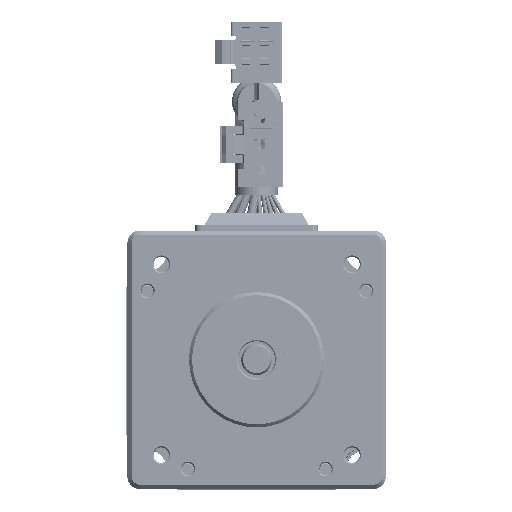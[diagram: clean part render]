
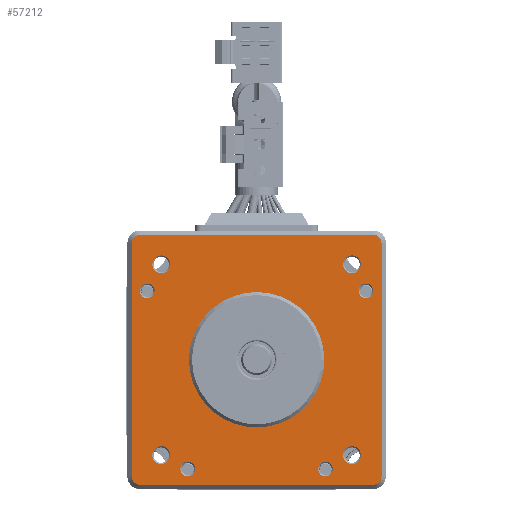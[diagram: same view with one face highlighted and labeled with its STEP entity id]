
A CAD part, top view. The second image highlights one B-rep face of the part: STEP entity #57212.
In plain terms, the highlighted planar face has unit normal (0, 0, 1).
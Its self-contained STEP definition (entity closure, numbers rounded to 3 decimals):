
#53770=DIRECTION('',(0.,1.,0.));
#53771=VECTOR('',#53770,38.);
#53772=CARTESIAN_POINT('',(20.3,-19.,-1.5));
#53773=LINE('',#53772,#53771);
#53787=DIRECTION('',(-1.,0.,0.));
#53788=VECTOR('',#53787,38.);
#53789=CARTESIAN_POINT('',(19.,20.3,-1.5));
#53790=LINE('',#53789,#53788);
#53804=DIRECTION('',(0.,-1.,0.));
#53805=VECTOR('',#53804,38.);
#53806=CARTESIAN_POINT('',(-20.3,19.,-1.5));
#53807=LINE('',#53806,#53805);
#53821=DIRECTION('',(1.,0.,0.));
#53822=VECTOR('',#53821,38.);
#53823=CARTESIAN_POINT('',(-19.,-20.3,-1.5));
#53824=LINE('',#53823,#53822);
#53825=CARTESIAN_POINT('',(19.,19.,-1.5));
#53826=DIRECTION('',(0.,0.,-1.));
#53827=DIRECTION('',(0.,1.,0.));
#53828=AXIS2_PLACEMENT_3D('',#53825,#53826,#53827);
#53830=CARTESIAN_POINT('',(19.,-19.,-1.5));
#53831=DIRECTION('',(0.,0.,-1.));
#53832=DIRECTION('',(1.,0.,0.));
#53833=AXIS2_PLACEMENT_3D('',#53830,#53831,#53832);
#53835=CARTESIAN_POINT('',(-19.,-19.,-1.5));
#53836=DIRECTION('',(0.,0.,-1.));
#53837=DIRECTION('',(0.,-1.,0.));
#53838=AXIS2_PLACEMENT_3D('',#53835,#53836,#53837);
#53840=CARTESIAN_POINT('',(-19.,19.,-1.5));
#53841=DIRECTION('',(0.,0.,-1.));
#53842=DIRECTION('',(-1.,0.,0.));
#53843=AXIS2_PLACEMENT_3D('',#53840,#53841,#53842);
#53845=CARTESIAN_POINT('',(-15.5,15.5,-1.5));
#53846=DIRECTION('',(0.,0.,1.));
#53847=DIRECTION('',(-1.,0.,0.));
#53848=AXIS2_PLACEMENT_3D('',#53845,#53846,#53847);
#53850=CARTESIAN_POINT('',(-15.5,15.5,-1.5));
#53851=DIRECTION('',(0.,0.,1.));
#53852=DIRECTION('',(1.,0.,0.));
#53853=AXIS2_PLACEMENT_3D('',#53850,#53851,#53852);
#53855=CARTESIAN_POINT('',(15.5,-15.5,-1.5));
#53856=DIRECTION('',(0.,0.,1.));
#53857=DIRECTION('',(-1.,0.,0.));
#53858=AXIS2_PLACEMENT_3D('',#53855,#53856,#53857);
#53860=CARTESIAN_POINT('',(15.5,-15.5,-1.5));
#53861=DIRECTION('',(0.,0.,1.));
#53862=DIRECTION('',(1.,0.,0.));
#53863=AXIS2_PLACEMENT_3D('',#53860,#53861,#53862);
#53865=CARTESIAN_POINT('',(15.5,15.5,-1.5));
#53866=DIRECTION('',(0.,0.,1.));
#53867=DIRECTION('',(-1.,0.,0.));
#53868=AXIS2_PLACEMENT_3D('',#53865,#53866,#53867);
#53870=CARTESIAN_POINT('',(15.5,15.5,-1.5));
#53871=DIRECTION('',(0.,0.,1.));
#53872=DIRECTION('',(1.,0.,0.));
#53873=AXIS2_PLACEMENT_3D('',#53870,#53871,#53872);
#53875=CARTESIAN_POINT('',(-17.77,11.19,-1.5));
#53876=DIRECTION('',(0.,0.,1.));
#53877=DIRECTION('',(-1.,0.,0.));
#53878=AXIS2_PLACEMENT_3D('',#53875,#53876,#53877);
#53880=CARTESIAN_POINT('',(-17.77,11.19,-1.5));
#53881=DIRECTION('',(0.,0.,1.));
#53882=DIRECTION('',(1.,0.,0.));
#53883=AXIS2_PLACEMENT_3D('',#53880,#53881,#53882);
#53885=CARTESIAN_POINT('',(17.77,11.19,-1.5));
#53886=DIRECTION('',(0.,0.,1.));
#53887=DIRECTION('',(-1.,0.,0.));
#53888=AXIS2_PLACEMENT_3D('',#53885,#53886,#53887);
#53890=CARTESIAN_POINT('',(17.77,11.19,-1.5));
#53891=DIRECTION('',(0.,0.,1.));
#53892=DIRECTION('',(1.,0.,0.));
#53893=AXIS2_PLACEMENT_3D('',#53890,#53891,#53892);
#53895=CARTESIAN_POINT('',(-11.19,-17.77,-1.5));
#53896=DIRECTION('',(0.,0.,1.));
#53897=DIRECTION('',(-1.,0.,0.));
#53898=AXIS2_PLACEMENT_3D('',#53895,#53896,#53897);
#53900=CARTESIAN_POINT('',(-11.19,-17.77,-1.5));
#53901=DIRECTION('',(0.,0.,1.));
#53902=DIRECTION('',(1.,0.,0.));
#53903=AXIS2_PLACEMENT_3D('',#53900,#53901,#53902);
#53905=CARTESIAN_POINT('',(11.19,-17.77,-1.5));
#53906=DIRECTION('',(0.,0.,1.));
#53907=DIRECTION('',(-1.,0.,0.));
#53908=AXIS2_PLACEMENT_3D('',#53905,#53906,#53907);
#53910=CARTESIAN_POINT('',(11.19,-17.77,-1.5));
#53911=DIRECTION('',(0.,0.,1.));
#53912=DIRECTION('',(1.,0.,0.));
#53913=AXIS2_PLACEMENT_3D('',#53910,#53911,#53912);
#53915=CARTESIAN_POINT('',(-15.5,-15.5,-1.5));
#53916=DIRECTION('',(0.,0.,1.));
#53917=DIRECTION('',(-1.,0.,0.));
#53918=AXIS2_PLACEMENT_3D('',#53915,#53916,#53917);
#53920=CARTESIAN_POINT('',(-15.5,-15.5,-1.5));
#53921=DIRECTION('',(0.,0.,1.));
#53922=DIRECTION('',(1.,0.,0.));
#53923=AXIS2_PLACEMENT_3D('',#53920,#53921,#53922);
#53925=CARTESIAN_POINT('',(0.,0.,-1.5));
#53926=DIRECTION('',(0.,0.,1.));
#53927=DIRECTION('',(-1.,0.,0.));
#53928=AXIS2_PLACEMENT_3D('',#53925,#53926,#53927);
#53930=CARTESIAN_POINT('',(0.,0.,-1.5));
#53931=DIRECTION('',(0.,0.,1.));
#53932=DIRECTION('',(1.,0.,0.));
#53933=AXIS2_PLACEMENT_3D('',#53930,#53931,#53932);
#55347=CARTESIAN_POINT('',(-11.,0.,-1.5));
#55348=VERTEX_POINT('',#55347);
#55349=CARTESIAN_POINT('',(11.,0.,-1.5));
#55350=VERTEX_POINT('',#55349);
#55351=CARTESIAN_POINT('',(19.,20.3,-1.5));
#55352=CARTESIAN_POINT('',(20.3,19.,-1.5));
#55353=VERTEX_POINT('',#55351);
#55354=VERTEX_POINT('',#55352);
#55355=CARTESIAN_POINT('',(20.3,-19.,-1.5));
#55356=VERTEX_POINT('',#55355);
#55357=CARTESIAN_POINT('',(19.,-20.3,-1.5));
#55358=VERTEX_POINT('',#55357);
#55359=CARTESIAN_POINT('',(-19.,-20.3,-1.5));
#55360=VERTEX_POINT('',#55359);
#55361=CARTESIAN_POINT('',(-20.3,-19.,-1.5));
#55362=VERTEX_POINT('',#55361);
#55363=CARTESIAN_POINT('',(-20.3,19.,-1.5));
#55364=VERTEX_POINT('',#55363);
#55365=CARTESIAN_POINT('',(-19.,20.3,-1.5));
#55366=VERTEX_POINT('',#55365);
#55367=CARTESIAN_POINT('',(-16.95,15.5,-1.5));
#55368=CARTESIAN_POINT('',(-14.05,15.5,-1.5));
#55369=VERTEX_POINT('',#55367);
#55370=VERTEX_POINT('',#55368);
#55371=CARTESIAN_POINT('',(14.05,-15.5,-1.5));
#55372=CARTESIAN_POINT('',(16.95,-15.5,-1.5));
#55373=VERTEX_POINT('',#55371);
#55374=VERTEX_POINT('',#55372);
#55375=CARTESIAN_POINT('',(14.05,15.5,-1.5));
#55376=CARTESIAN_POINT('',(16.95,15.5,-1.5));
#55377=VERTEX_POINT('',#55375);
#55378=VERTEX_POINT('',#55376);
#55379=CARTESIAN_POINT('',(-18.97,11.19,-1.5));
#55380=CARTESIAN_POINT('',(-16.57,11.19,-1.5));
#55381=VERTEX_POINT('',#55379);
#55382=VERTEX_POINT('',#55380);
#55383=CARTESIAN_POINT('',(16.57,11.19,-1.5));
#55384=CARTESIAN_POINT('',(18.97,11.19,-1.5));
#55385=VERTEX_POINT('',#55383);
#55386=VERTEX_POINT('',#55384);
#55387=CARTESIAN_POINT('',(-12.39,-17.77,-1.5));
#55388=CARTESIAN_POINT('',(-9.99,-17.77,-1.5));
#55389=VERTEX_POINT('',#55387);
#55390=VERTEX_POINT('',#55388);
#55391=CARTESIAN_POINT('',(9.99,-17.77,-1.5));
#55392=CARTESIAN_POINT('',(12.39,-17.77,-1.5));
#55393=VERTEX_POINT('',#55391);
#55394=VERTEX_POINT('',#55392);
#55395=CARTESIAN_POINT('',(-16.95,-15.5,-1.5));
#55396=CARTESIAN_POINT('',(-14.05,-15.5,-1.5));
#55397=VERTEX_POINT('',#55395);
#55398=VERTEX_POINT('',#55396);
#57143=CARTESIAN_POINT('',(0.,11.,-1.5));
#57144=DIRECTION('',(0.,0.,1.));
#57145=DIRECTION('',(1.,0.,0.));
#57146=AXIS2_PLACEMENT_3D('',#57143,#57144,#57145);
#57147=PLANE('',#57146);
#57148=ORIENTED_EDGE('',*,*,#57067,.T.);
#57149=ORIENTED_EDGE('',*,*,#57052,.F.);
#57150=ORIENTED_EDGE('',*,*,#57038,.T.);
#57151=ORIENTED_EDGE('',*,*,#57138,.F.);
#57152=ORIENTED_EDGE('',*,*,#57125,.T.);
#57153=ORIENTED_EDGE('',*,*,#57110,.F.);
#57154=ORIENTED_EDGE('',*,*,#57096,.T.);
#57155=ORIENTED_EDGE('',*,*,#57081,.F.);
#57156=EDGE_LOOP('',(#57148,#57149,#57150,#57151,#57152,#57153,#57154,#57155));
#57157=FACE_OUTER_BOUND('',#57156,.F.);
#57159=ORIENTED_EDGE('',*,*,#57158,.T.);
#57161=ORIENTED_EDGE('',*,*,#57160,.T.);
#57162=EDGE_LOOP('',(#57159,#57161));
#57163=FACE_BOUND('',#57162,.F.);
#57165=ORIENTED_EDGE('',*,*,#57164,.T.);
#57167=ORIENTED_EDGE('',*,*,#57166,.T.);
#57168=EDGE_LOOP('',(#57165,#57167));
#57169=FACE_BOUND('',#57168,.F.);
#57171=ORIENTED_EDGE('',*,*,#57170,.T.);
#57173=ORIENTED_EDGE('',*,*,#57172,.T.);
#57174=EDGE_LOOP('',(#57171,#57173));
#57175=FACE_BOUND('',#57174,.F.);
#57177=ORIENTED_EDGE('',*,*,#57176,.T.);
#57179=ORIENTED_EDGE('',*,*,#57178,.T.);
#57180=EDGE_LOOP('',(#57177,#57179));
#57181=FACE_BOUND('',#57180,.F.);
#57183=ORIENTED_EDGE('',*,*,#57182,.T.);
#57185=ORIENTED_EDGE('',*,*,#57184,.T.);
#57186=EDGE_LOOP('',(#57183,#57185));
#57187=FACE_BOUND('',#57186,.F.);
#57189=ORIENTED_EDGE('',*,*,#57188,.T.);
#57191=ORIENTED_EDGE('',*,*,#57190,.T.);
#57192=EDGE_LOOP('',(#57189,#57191));
#57193=FACE_BOUND('',#57192,.F.);
#57195=ORIENTED_EDGE('',*,*,#57194,.T.);
#57197=ORIENTED_EDGE('',*,*,#57196,.T.);
#57198=EDGE_LOOP('',(#57195,#57197));
#57199=FACE_BOUND('',#57198,.F.);
#57201=ORIENTED_EDGE('',*,*,#57200,.T.);
#57203=ORIENTED_EDGE('',*,*,#57202,.T.);
#57204=EDGE_LOOP('',(#57201,#57203));
#57205=FACE_BOUND('',#57204,.F.);
#57207=ORIENTED_EDGE('',*,*,#57206,.T.);
#57209=ORIENTED_EDGE('',*,*,#57208,.T.);
#57210=EDGE_LOOP('',(#57207,#57209));
#57211=FACE_BOUND('',#57210,.F.);
#57212=ADVANCED_FACE('',(#57157,#57163,#57169,#57175,#57181,#57187,#57193,
#57199,#57205,#57211),#57147,.T.);
#53829=CIRCLE('',#53828,1.3);
#53834=CIRCLE('',#53833,1.3);
#53839=CIRCLE('',#53838,1.3);
#53844=CIRCLE('',#53843,1.3);
#53849=CIRCLE('',#53848,1.45);
#53854=CIRCLE('',#53853,1.45);
#53859=CIRCLE('',#53858,1.45);
#53864=CIRCLE('',#53863,1.45);
#53869=CIRCLE('',#53868,1.45);
#53874=CIRCLE('',#53873,1.45);
#53879=CIRCLE('',#53878,1.2);
#53884=CIRCLE('',#53883,1.2);
#53889=CIRCLE('',#53888,1.2);
#53894=CIRCLE('',#53893,1.2);
#53899=CIRCLE('',#53898,1.2);
#53904=CIRCLE('',#53903,1.2);
#53909=CIRCLE('',#53908,1.2);
#53914=CIRCLE('',#53913,1.2);
#53919=CIRCLE('',#53918,1.45);
#53924=CIRCLE('',#53923,1.45);
#53929=CIRCLE('',#53928,11.);
#53934=CIRCLE('',#53933,11.);
#57038=EDGE_CURVE('',#55356,#55358,#53834,.T.);
#57052=EDGE_CURVE('',#55356,#55354,#53773,.T.);
#57067=EDGE_CURVE('',#55353,#55354,#53829,.T.);
#57081=EDGE_CURVE('',#55353,#55366,#53790,.T.);
#57096=EDGE_CURVE('',#55364,#55366,#53844,.T.);
#57110=EDGE_CURVE('',#55364,#55362,#53807,.T.);
#57125=EDGE_CURVE('',#55360,#55362,#53839,.T.);
#57138=EDGE_CURVE('',#55360,#55358,#53824,.T.);
#57158=EDGE_CURVE('',#55369,#55370,#53849,.T.);
#57160=EDGE_CURVE('',#55370,#55369,#53854,.T.);
#57164=EDGE_CURVE('',#55373,#55374,#53859,.T.);
#57166=EDGE_CURVE('',#55374,#55373,#53864,.T.);
#57170=EDGE_CURVE('',#55377,#55378,#53869,.T.);
#57172=EDGE_CURVE('',#55378,#55377,#53874,.T.);
#57176=EDGE_CURVE('',#55381,#55382,#53879,.T.);
#57178=EDGE_CURVE('',#55382,#55381,#53884,.T.);
#57182=EDGE_CURVE('',#55385,#55386,#53889,.T.);
#57184=EDGE_CURVE('',#55386,#55385,#53894,.T.);
#57188=EDGE_CURVE('',#55389,#55390,#53899,.T.);
#57190=EDGE_CURVE('',#55390,#55389,#53904,.T.);
#57194=EDGE_CURVE('',#55393,#55394,#53909,.T.);
#57196=EDGE_CURVE('',#55394,#55393,#53914,.T.);
#57200=EDGE_CURVE('',#55397,#55398,#53919,.T.);
#57202=EDGE_CURVE('',#55398,#55397,#53924,.T.);
#57206=EDGE_CURVE('',#55348,#55350,#53929,.T.);
#57208=EDGE_CURVE('',#55350,#55348,#53934,.T.);
